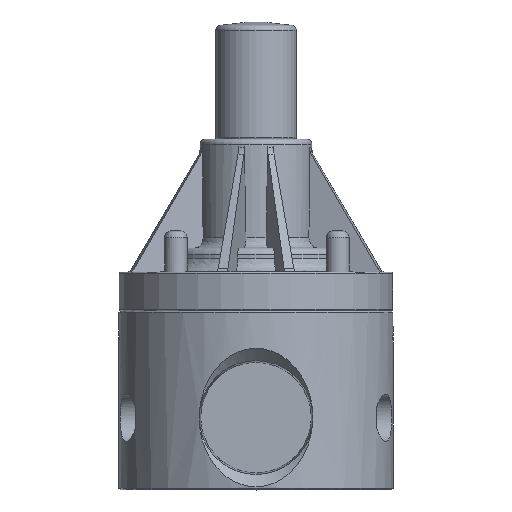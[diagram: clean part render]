
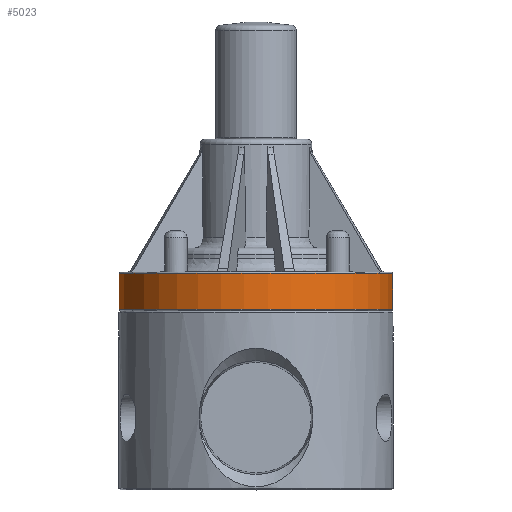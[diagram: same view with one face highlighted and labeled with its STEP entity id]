
A CAD part, top view. The second image highlights one B-rep face of the part: STEP entity #5023.
In plain terms, the highlighted cylindrical face has radius 50.8 mm (diameter 101.6 mm), a full revolution.
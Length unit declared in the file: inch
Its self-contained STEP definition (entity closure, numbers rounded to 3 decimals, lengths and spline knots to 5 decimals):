
#4992=CARTESIAN_POINT('',(1.41421,3.154,1.41421));
#4993=VERTEX_POINT('',#4992);
#4994=CARTESIAN_POINT('',(0.,3.154,0.));
#4995=DIRECTION('',(0.,-1.,0.));
#4996=DIRECTION('',(0.707,0.,0.707));
#4997=AXIS2_PLACEMENT_3D('',#4994,#4995,#4996);
#4998=CIRCLE('',#4997,2.);
#4999=EDGE_CURVE('',#4993,#4993,#4998,.T.);
#5004=CARTESIAN_POINT('',(0.,2.8915,0.));
#5005=DIRECTION('',(0.,-1.0,0.));
#5006=DIRECTION('',(0.707,0.,0.707));
#5007=AXIS2_PLACEMENT_3D('',#5004,#5005,#5006);
#5008=CYLINDRICAL_SURFACE('',#5007,2.);
#5009=ORIENTED_EDGE('',*,*,#4999,.T.);
#5010=EDGE_LOOP('',(#5009));
#5011=FACE_OUTER_BOUND('',#5010,.T.);
#5012=CARTESIAN_POINT('',(1.41421,2.629,1.41421));
#5013=VERTEX_POINT('',#5012);
#5014=CARTESIAN_POINT('',(0.,2.629,0.));
#5015=DIRECTION('',(0.,-1.,0.));
#5016=DIRECTION('',(0.707,0.,0.707));
#5017=AXIS2_PLACEMENT_3D('',#5014,#5015,#5016);
#5018=CIRCLE('',#5017,2.);
#5019=EDGE_CURVE('',#5013,#5013,#5018,.T.);
#5020=ORIENTED_EDGE('',*,*,#5019,.F.);
#5021=EDGE_LOOP('',(#5020));
#5022=FACE_BOUND('',#5021,.T.);
#5023=ADVANCED_FACE('',(#5011,#5022),#5008,.T.);
